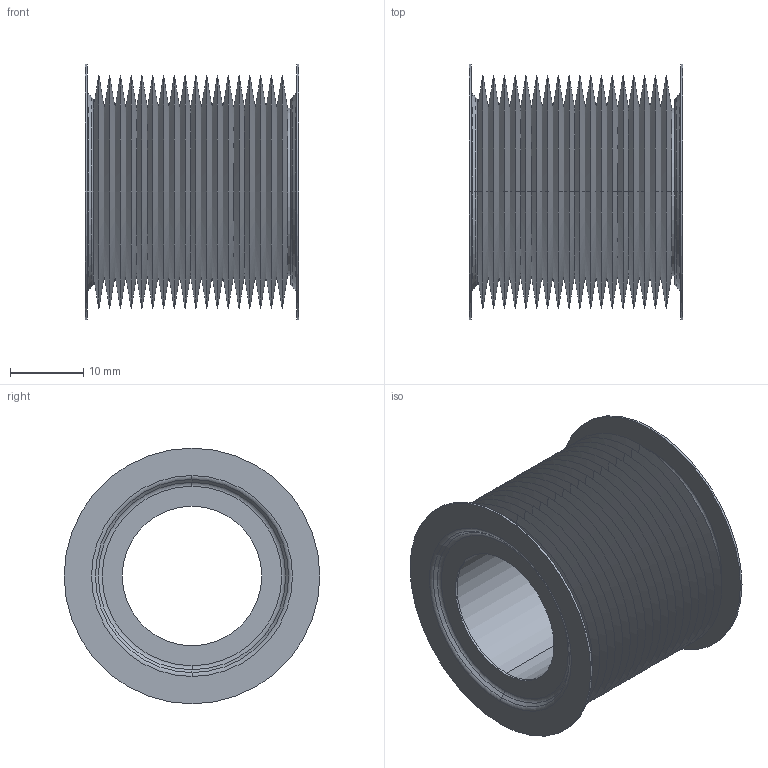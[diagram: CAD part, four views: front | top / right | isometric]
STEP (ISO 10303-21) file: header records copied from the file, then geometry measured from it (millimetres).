
FILE_DESCRIPTION (( 'STEP AP214' ), '1' );
FILE_NAME ('471014.STEP', '2024-01-13T03:33:40', ( '' ), ( '' ), 'SwSTEP 2.0', 'SolidWorks 2022', '' );
FILE_SCHEMA (( 'AUTOMOTIVE_DESIGN' ));
Length unit declared in the file: inch
Products named in the file (1): 471014
Bounding box: 29.21 x 34.92 x 34.92 mm (x, y, z)
Volume: 8585.4 mm3; surface area: 18442.1 mm2
Topology: 2 solids, 2 shells, 115 faces, 230 edges, 124 vertices
Faces by surface type: cone 80, torus 16, cylinder 10, plane 9
Entity records: 2999 total; most frequent: DIRECTION 602, CARTESIAN_POINT 470, ORIENTED_EDGE 460, AXIS2_PLACEMENT_3D 256, EDGE_CURVE 230, CIRCLE 140, VERTEX_POINT 124, EDGE_LOOP 124
